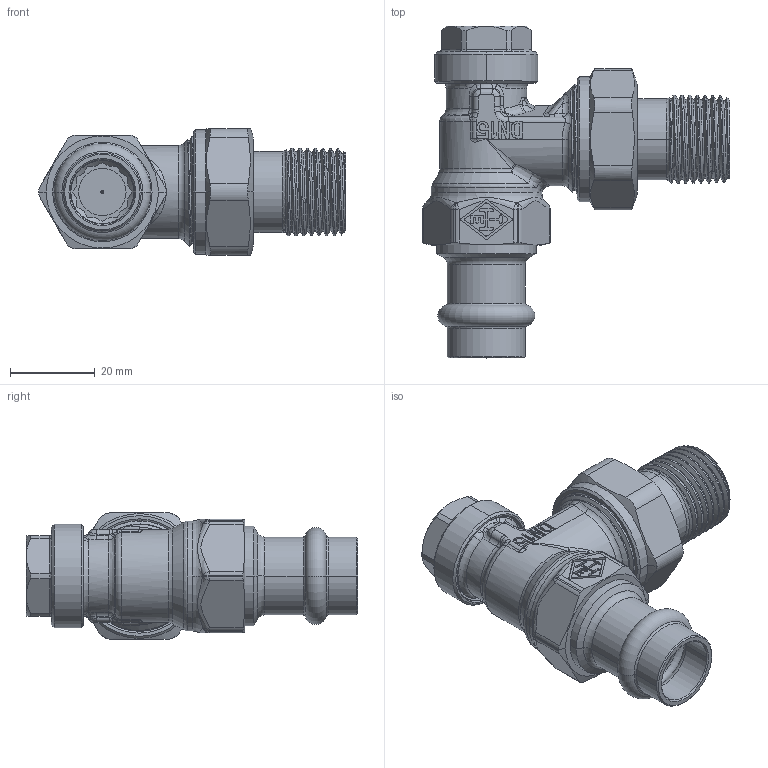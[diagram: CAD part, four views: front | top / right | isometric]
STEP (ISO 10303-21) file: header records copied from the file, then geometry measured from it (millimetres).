
FILE_DESCRIPTION((''),'2;1');
FILE_NAME('0341-15-000-ASM_ASM','2016-05-30T',('marann'),(''),'PRO/ENGINEER BY PARAMETRIC TECHNOLOGY CORPORATION, 2011490','PRO/ENGINEER BY PARAMETRIC TECHNOLOGY CORPORATION, 2011490','');
FILE_SCHEMA(('CONFIG_CONTROL_DESIGN'));
Length unit declared in the file: millimetre
Products named in the file (3): 0341-15-000-GEWINDE_SW0001; 0303-02-025; 0341-15-000-ASM_ASM
Assembly tree (2 placements, depth 2):
  0341-15-000-ASM_ASM
    0341-15-000-GEWINDE_SW0001
    0303-02-025
Bounding box: 72.58 x 78.45 x 30 mm (x, y, z)
Volume: 27692.8 mm3; surface area: 24069 mm2
Topology: 3 solids, 4 shells, 1066 faces, 2713 edges, 1650 vertices
Faces by surface type: bspline 318, cylinder 282, plane 244, cone 108, torus 88, sphere 26
Entity records: 54269 total; most frequent: CARTESIAN_POINT 31498, ORIENTED_EDGE 5370, DIRECTION 3842, EDGE_CURVE 2687, VERTEX_POINT 1650, AXIS2_PLACEMENT_3D 1507, B_SPLINE_CURVE_WITH_KNOTS 1107, EDGE_LOOP 1099
